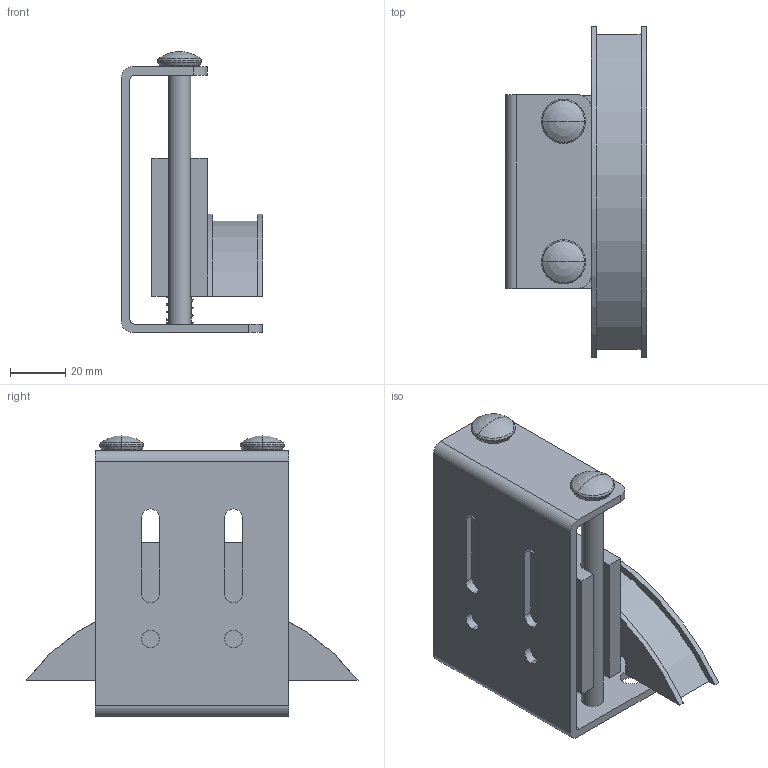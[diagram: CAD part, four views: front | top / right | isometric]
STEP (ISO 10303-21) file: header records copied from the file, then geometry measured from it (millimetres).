
FILE_DESCRIPTION(('STEP AP214'),'1');
FILE_NAME('cctmp_CA52D0F8-D83B-4AE8-AC86-B3A564D7FDD5_2023_7_12_8_35_0_227..stp','2023-07-12T06:35:00',('Murtfeldt Kunststoffe GmbH & Co.KG'),('CADClick - www.CADClick.com'),'Spatial InterOp 3D',' ','unknown authorization');
FILE_SCHEMA(('AUTOMOTIVE_DESIGN'));
Length unit declared in the file: millimetre
Products named in the file (1): 1
Bounding box: 51 x 120 x 101.5 mm (x, y, z)
Volume: 129681.8 mm3; surface area: 55070.3 mm2
Topology: 6 solids, 14 shells, 308 faces, 720 edges, 445 vertices
Faces by surface type: cylinder 125, plane 109, torus 36, cone 34, sphere 4
Entity records: 11314 total; most frequent: DIRECTION 1686, CARTESIAN_POINT 1457, ORIENTED_EDGE 1396, EDGE_CURVE 698, AXIS2_PLACEMENT_3D 674, VERTEX_POINT 445, EDGE_LOOP 369, CIRCLE 350
